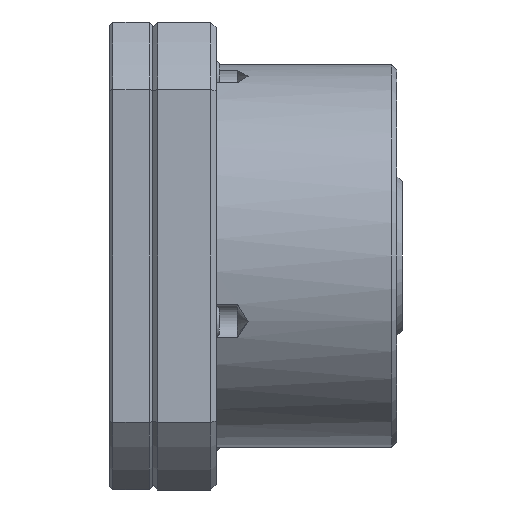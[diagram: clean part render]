
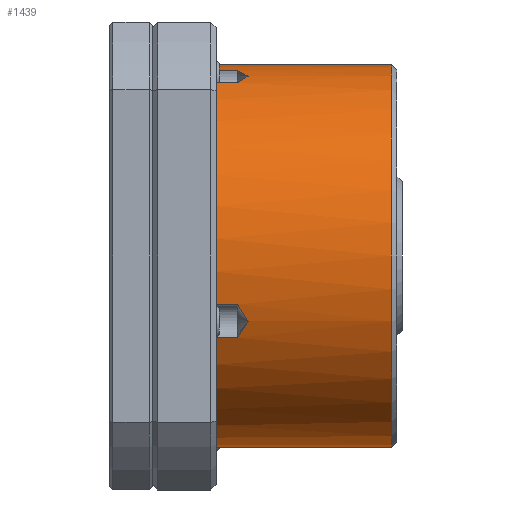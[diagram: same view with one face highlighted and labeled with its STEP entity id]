
A CAD part, front view. The second image highlights one B-rep face of the part: STEP entity #1439.
In plain terms, the highlighted cylindrical face has radius 18 mm (diameter 36 mm), a partial arc.
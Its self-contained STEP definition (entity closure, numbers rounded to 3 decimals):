
#13 = VERTEX_POINT ( 'NONE', #7087 ) ;
#68 = CARTESIAN_POINT ( 'NONE',  ( 9.006, -16.914, -6.156 ) ) ;
#80 = CIRCLE ( 'NONE', #4020, 18. ) ;
#183 = CARTESIAN_POINT ( 'NONE',  ( 8.671, -5.632, 17.105 ) ) ;
#237 = DIRECTION ( 'NONE',  ( 1., 0., 0. ) ) ;
#778 = CARTESIAN_POINT ( 'NONE',  ( -94.469, 0., 18. ) ) ;
#806 = VECTOR ( 'NONE', #2153, 1000. ) ;
#1150 = CARTESIAN_POINT ( 'NONE',  ( 8., -17.413, -4.557 ) ) ;
#1173 = CARTESIAN_POINT ( 'NONE',  ( 6., -7.702, 16.269 ) ) ;
#1235 = DIRECTION ( 'NONE',  ( -1., 0., 0. ) ) ;
#1439 = ADVANCED_FACE ( 'NONE', ( #5948 ), #13217, .T. ) ;
#1513 = AXIS2_PLACEMENT_3D ( 'NONE', #8965, #8977, #9024 ) ;
#1578 = CARTESIAN_POINT ( 'NONE',  ( 8., -17.413, -4.557 ) ) ;
#1743 = EDGE_CURVE ( 'NONE', #11507, #3001, #4286, .T. ) ;
#1853 = EDGE_CURVE ( 'NONE', #13, #7038, #12521, .T. ) ;
#1992 = CIRCLE ( 'NONE', #2182, 18. ) ;
#2071 = VECTOR ( 'NONE', #7586, 1000. ) ;
#2153 = DIRECTION ( 'NONE',  ( -1., 0., 0. ) ) ;
#2182 = AXIS2_PLACEMENT_3D ( 'NONE', #3193, #10574, #4326 ) ;
#2791 = CIRCLE ( 'NONE', #3688, 18. ) ;
#2869 = EDGE_CURVE ( 'NONE', #11401, #10036, #5515, .T. ) ;
#3001 = VERTEX_POINT ( 'NONE', #12633 ) ;
#3038 = DIRECTION ( 'NONE',  ( 1., 0., 0. ) ) ;
#3193 = CARTESIAN_POINT ( 'NONE',  ( 22.5, 0., 0. ) ) ;
#3480 = DIRECTION ( 'NONE',  ( 1., 0., 0. ) ) ;
#3688 = AXIS2_PLACEMENT_3D ( 'NONE', #10548, #4299, #11577 ) ;
#3755 = CARTESIAN_POINT ( 'NONE',  ( 9.006, -6.156, 16.914 ) ) ;
#3848 = VECTOR ( 'NONE', #6220, 1000. ) ;
#4020 = AXIS2_PLACEMENT_3D ( 'NONE', #9366, #3038, #10416 ) ;
#4286 = B_SPLINE_CURVE_WITH_KNOTS ( 'NONE', 3,
 ( #10324, #6733, #6820, #10295 ),
 .UNSPECIFIED., .F., .F.,
 ( 4, 4 ),
 ( 0., 0.002 ),
 .UNSPECIFIED. ) ;
#4299 = DIRECTION ( 'NONE',  ( 1., 0., 0. ) ) ;
#4326 = DIRECTION ( 'NONE',  ( 0., 0., 1. ) ) ;
#4666 = CARTESIAN_POINT ( 'NONE',  ( 22.5, 0., 18. ) ) ;
#4696 = EDGE_CURVE ( 'NONE', #12789, #6776, #8361, .T. ) ;
#4770 = VERTEX_POINT ( 'NONE', #12635 ) ;
#4835 = CIRCLE ( 'NONE', #7769, 18. ) ;
#4885 = CARTESIAN_POINT ( 'NONE',  ( 8.671, -6.681, 16.723 ) ) ;
#4984 = VERTEX_POINT ( 'NONE', #8845 ) ;
#5014 = LINE ( 'NONE', #8596, #2071 ) ;
#5231 = B_SPLINE_CURVE_WITH_KNOTS ( 'NONE', 3,
 ( #3755, #4885, #12142, #5928 ),
 .UNSPECIFIED., .F., .F.,
 ( 4, 4 ),
 ( 0., 0.002 ),
 .UNSPECIFIED. ) ;
#5277 = EDGE_LOOP ( 'NONE', ( #8069, #8538, #8875, #9160, #9187, #9680, #10460, #10483, #10808, #10955, #10966, #11108, #11417, #11748 ) ) ;
#5515 = LINE ( 'NONE', #13555, #10391 ) ;
#5928 = CARTESIAN_POINT ( 'NONE',  ( 8., -7.702, 16.269 ) ) ;
#5948 = FACE_OUTER_BOUND ( 'NONE', #5277, .T. ) ;
#6095 = CARTESIAN_POINT ( 'NONE',  ( 0., -7.702, 16.269 ) ) ;
#6212 = CARTESIAN_POINT ( 'NONE',  ( 6., 0., -18. ) ) ;
#6220 = DIRECTION ( 'NONE',  ( -1., 0., 0. ) ) ;
#6576 = VERTEX_POINT ( 'NONE', #10379 ) ;
#6604 = CARTESIAN_POINT ( 'NONE',  ( 8.671, -17.105, -5.632 ) ) ;
#6733 = CARTESIAN_POINT ( 'NONE',  ( 8.671, -16.723, -6.681 ) ) ;
#6776 = VERTEX_POINT ( 'NONE', #13316 ) ;
#6820 = CARTESIAN_POINT ( 'NONE',  ( 8.335, -16.508, -7.198 ) ) ;
#6949 = EDGE_CURVE ( 'NONE', #4984, #9293, #9030, .T. ) ;
#7038 = VERTEX_POINT ( 'NONE', #1173 ) ;
#7087 = CARTESIAN_POINT ( 'NONE',  ( 8., -7.702, 16.269 ) ) ;
#7510 = CARTESIAN_POINT ( 'NONE',  ( 6., -16.269, -7.702 ) ) ;
#7539 = EDGE_CURVE ( 'NONE', #10036, #11507, #7962, .T. ) ;
#7586 = DIRECTION ( 'NONE',  ( -1., 0., 0. ) ) ;
#7731 = CARTESIAN_POINT ( 'NONE',  ( 9.006, -6.156, 16.914 ) ) ;
#7769 = AXIS2_PLACEMENT_3D ( 'NONE', #9784, #3480, #10833 ) ;
#7962 = B_SPLINE_CURVE_WITH_KNOTS ( 'NONE', 3,
 ( #1150, #11779, #6604, #68 ),
 .UNSPECIFIED., .F., .F.,
 ( 4, 4 ),
 ( 0.002, 0.004 ),
 .UNSPECIFIED. ) ;
#8069 = ORIENTED_EDGE ( 'NONE', *, *, #6949, .F. ) ;
#8103 = CARTESIAN_POINT ( 'NONE',  ( 0., -4.557, 17.413 ) ) ;
#8236 = DIRECTION ( 'NONE',  ( 1., 0., 0. ) ) ;
#8243 = EDGE_CURVE ( 'NONE', #6776, #8294, #80, .T. ) ;
#8294 = VERTEX_POINT ( 'NONE', #10465 ) ;
#8361 = LINE ( 'NONE', #778, #10830 ) ;
#8421 = CARTESIAN_POINT ( 'NONE',  ( 6., -17.413, -4.557 ) ) ;
#8538 = ORIENTED_EDGE ( 'NONE', *, *, #8860, .T. ) ;
#8596 = CARTESIAN_POINT ( 'NONE',  ( 0., -16.269, -7.702 ) ) ;
#8788 = LINE ( 'NONE', #8103, #11232 ) ;
#8845 = CARTESIAN_POINT ( 'NONE',  ( 22.5, 0., -18. ) ) ;
#8860 = EDGE_CURVE ( 'NONE', #4984, #12789, #1992, .T. ) ;
#8875 = ORIENTED_EDGE ( 'NONE', *, *, #4696, .T. ) ;
#8965 = CARTESIAN_POINT ( 'NONE',  ( -94.469, 0., 0. ) ) ;
#8977 = DIRECTION ( 'NONE',  ( -1., 0., 0. ) ) ;
#9024 = DIRECTION ( 'NONE',  ( 0., 0., 1. ) ) ;
#9030 = LINE ( 'NONE', #10622, #806 ) ;
#9160 = ORIENTED_EDGE ( 'NONE', *, *, #8243, .T. ) ;
#9187 = ORIENTED_EDGE ( 'NONE', *, *, #10196, .T. ) ;
#9293 = VERTEX_POINT ( 'NONE', #6212 ) ;
#9366 = CARTESIAN_POINT ( 'NONE',  ( 6., 0., 0. ) ) ;
#9680 = ORIENTED_EDGE ( 'NONE', *, *, #10530, .T. ) ;
#9784 = CARTESIAN_POINT ( 'NONE',  ( 6., 0., 0. ) ) ;
#10036 = VERTEX_POINT ( 'NONE', #1578 ) ;
#10196 = EDGE_CURVE ( 'NONE', #8294, #4770, #8788, .T. ) ;
#10295 = CARTESIAN_POINT ( 'NONE',  ( 8., -16.269, -7.702 ) ) ;
#10324 = CARTESIAN_POINT ( 'NONE',  ( 9.006, -16.914, -6.156 ) ) ;
#10379 = CARTESIAN_POINT ( 'NONE',  ( 9.006, -6.156, 16.914 ) ) ;
#10391 = VECTOR ( 'NONE', #237, 1000. ) ;
#10416 = DIRECTION ( 'NONE',  ( 0., 0., 1. ) ) ;
#10460 = ORIENTED_EDGE ( 'NONE', *, *, #11145, .T. ) ;
#10465 = CARTESIAN_POINT ( 'NONE',  ( 6., -4.557, 17.413 ) ) ;
#10483 = ORIENTED_EDGE ( 'NONE', *, *, #1853, .T. ) ;
#10530 = EDGE_CURVE ( 'NONE', #4770, #6576, #12462, .T. ) ;
#10548 = CARTESIAN_POINT ( 'NONE',  ( 6., 0., 0. ) ) ;
#10574 = DIRECTION ( 'NONE',  ( -1., 0., 0. ) ) ;
#10622 = CARTESIAN_POINT ( 'NONE',  ( -94.469, 0., -18. ) ) ;
#10669 = CARTESIAN_POINT ( 'NONE',  ( 9.006, -16.914, -6.156 ) ) ;
#10808 = ORIENTED_EDGE ( 'NONE', *, *, #12113, .T. ) ;
#10830 = VECTOR ( 'NONE', #1235, 1000. ) ;
#10833 = DIRECTION ( 'NONE',  ( 0., 0., 1. ) ) ;
#10836 = CARTESIAN_POINT ( 'NONE',  ( 8.335, -5.097, 17.272 ) ) ;
#10955 = ORIENTED_EDGE ( 'NONE', *, *, #2869, .T. ) ;
#10966 = ORIENTED_EDGE ( 'NONE', *, *, #7539, .T. ) ;
#11108 = ORIENTED_EDGE ( 'NONE', *, *, #1743, .T. ) ;
#11145 = EDGE_CURVE ( 'NONE', #6576, #13, #5231, .T. ) ;
#11232 = VECTOR ( 'NONE', #8236, 1000. ) ;
#11401 = VERTEX_POINT ( 'NONE', #8421 ) ;
#11417 = ORIENTED_EDGE ( 'NONE', *, *, #13116, .T. ) ;
#11507 = VERTEX_POINT ( 'NONE', #10669 ) ;
#11577 = DIRECTION ( 'NONE',  ( 0., 0., 1. ) ) ;
#11748 = ORIENTED_EDGE ( 'NONE', *, *, #13452, .T. ) ;
#11779 = CARTESIAN_POINT ( 'NONE',  ( 8.335, -17.272, -5.097 ) ) ;
#11890 = CARTESIAN_POINT ( 'NONE',  ( 8., -4.557, 17.413 ) ) ;
#12113 = EDGE_CURVE ( 'NONE', #7038, #11401, #2791, .T. ) ;
#12142 = CARTESIAN_POINT ( 'NONE',  ( 8.335, -7.198, 16.508 ) ) ;
#12462 = B_SPLINE_CURVE_WITH_KNOTS ( 'NONE', 3,
 ( #11890, #10836, #183, #7731 ),
 .UNSPECIFIED., .F., .F.,
 ( 4, 4 ),
 ( 0.002, 0.004 ),
 .UNSPECIFIED. ) ;
#12521 = LINE ( 'NONE', #6095, #3848 ) ;
#12633 = CARTESIAN_POINT ( 'NONE',  ( 8., -16.269, -7.702 ) ) ;
#12635 = CARTESIAN_POINT ( 'NONE',  ( 8., -4.557, 17.413 ) ) ;
#12704 = VERTEX_POINT ( 'NONE', #7510 ) ;
#12789 = VERTEX_POINT ( 'NONE', #4666 ) ;
#13116 = EDGE_CURVE ( 'NONE', #3001, #12704, #5014, .T. ) ;
#13217 = CYLINDRICAL_SURFACE ( 'NONE', #1513, 18. ) ;
#13316 = CARTESIAN_POINT ( 'NONE',  ( 6., 0., 18. ) ) ;
#13452 = EDGE_CURVE ( 'NONE', #12704, #9293, #4835, .T. ) ;
#13555 = CARTESIAN_POINT ( 'NONE',  ( 0., -17.413, -4.557 ) ) ;
